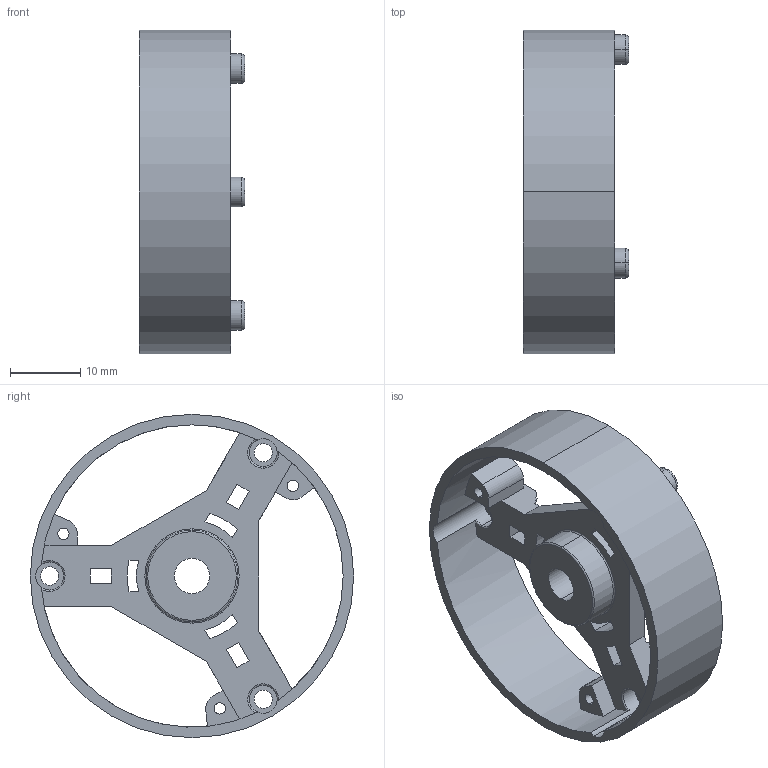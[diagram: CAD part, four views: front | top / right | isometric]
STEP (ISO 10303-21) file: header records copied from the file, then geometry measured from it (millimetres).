
FILE_DESCRIPTION (( 'STEP AP214' ), '1' );
FILE_NAME ('后端盖-B型-测绘-戈雷姆.STEP', '2021-04-02T08:43:33', ( '' ), ( '' ), 'SwSTEP 2.0', 'SolidWorks 2021', '' );
FILE_SCHEMA (( 'AUTOMOTIVE_DESIGN' ));
Length unit declared in the file: millimetre
Products named in the file (1): 后端盖-B型-测绘-戈雷姆
Bounding box: 15 x 46 x 46 mm (x, y, z)
Volume: 5551 mm3; surface area: 6648.8 mm2
Topology: 1 solids, 1 shells, 155 faces, 437 edges, 286 vertices
Faces by surface type: plane 73, cylinder 54, torus 16, cone 12
Entity records: 5202 total; most frequent: CARTESIAN_POINT 987, DIRECTION 892, ORIENTED_EDGE 874, EDGE_CURVE 437, AXIS2_PLACEMENT_3D 329, VERTEX_POINT 286, LINE 234, VECTOR 234
